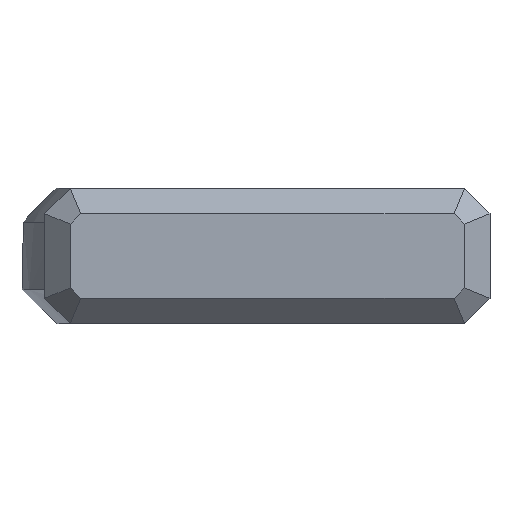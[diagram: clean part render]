
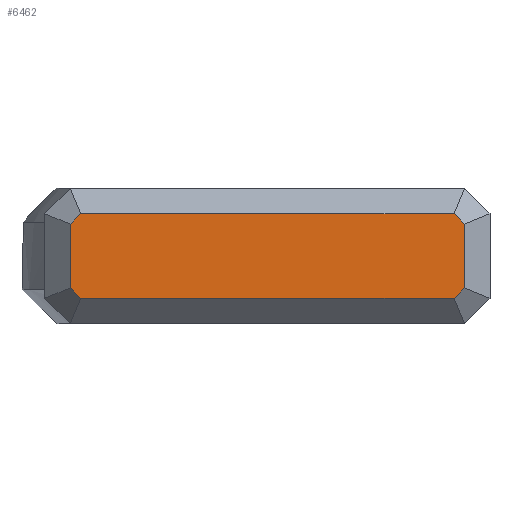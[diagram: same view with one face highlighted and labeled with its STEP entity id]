
A CAD part, left-side view. The second image highlights one B-rep face of the part: STEP entity #6462.
In plain terms, the highlighted planar face has unit normal (-1, 0, 0).
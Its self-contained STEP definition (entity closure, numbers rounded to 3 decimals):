
#1243=FACE_OUTER_BOUND('',#1653,.T.);
#1653=EDGE_LOOP('',(#4428,#4429,#4430,#4431,#4432,#4433,#4434,#4435));
#2081=LINE('',#8810,#2326);
#2085=LINE('',#8818,#2330);
#2088=LINE('',#8824,#2333);
#2091=LINE('',#8830,#2336);
#2094=LINE('',#8836,#2339);
#2098=LINE('',#8844,#2343);
#2101=LINE('',#8850,#2346);
#2104=LINE('',#8854,#2349);
#2326=VECTOR('',#7245,10.);
#2330=VECTOR('',#7251,10.);
#2333=VECTOR('',#7256,10.);
#2336=VECTOR('',#7261,10.);
#2339=VECTOR('',#7266,10.);
#2343=VECTOR('',#7272,10.);
#2346=VECTOR('',#7277,10.);
#2349=VECTOR('',#7282,10.);
#2558=VERTEX_POINT('',#8808);
#2559=VERTEX_POINT('',#8809);
#2562=VERTEX_POINT('',#8817);
#2564=VERTEX_POINT('',#8823);
#2566=VERTEX_POINT('',#8829);
#2568=VERTEX_POINT('',#8835);
#2571=VERTEX_POINT('',#8843);
#2573=VERTEX_POINT('',#8849);
#3248=EDGE_CURVE('',#2558,#2559,#2081,.T.);
#3252=EDGE_CURVE('',#2559,#2562,#2085,.T.);
#3255=EDGE_CURVE('',#2562,#2564,#2088,.T.);
#3258=EDGE_CURVE('',#2564,#2566,#2091,.T.);
#3261=EDGE_CURVE('',#2566,#2568,#2094,.T.);
#3265=EDGE_CURVE('',#2568,#2571,#2098,.T.);
#3268=EDGE_CURVE('',#2571,#2573,#2101,.T.);
#3271=EDGE_CURVE('',#2573,#2558,#2104,.T.);
#4428=ORIENTED_EDGE('',*,*,#3248,.F.);
#4429=ORIENTED_EDGE('',*,*,#3271,.F.);
#4430=ORIENTED_EDGE('',*,*,#3268,.F.);
#4431=ORIENTED_EDGE('',*,*,#3265,.F.);
#4432=ORIENTED_EDGE('',*,*,#3261,.F.);
#4433=ORIENTED_EDGE('',*,*,#3258,.F.);
#4434=ORIENTED_EDGE('',*,*,#3255,.F.);
#4435=ORIENTED_EDGE('',*,*,#3252,.F.);
#6389=PLANE('',#6919);
#6462=ADVANCED_FACE('',(#1243),#6389,.T.);
#6919=AXIS2_PLACEMENT_3D('',#8873,#7300,#7301);
#7245=DIRECTION('',(0.,0.,1.));
#7251=DIRECTION('',(0.,-0.707,0.707));
#7256=DIRECTION('',(0.,-1.,0.));
#7261=DIRECTION('',(0.,-0.707,-0.707));
#7266=DIRECTION('',(0.,0.,-1.));
#7272=DIRECTION('',(0.,0.707,-0.707));
#7277=DIRECTION('',(0.,1.,0.));
#7282=DIRECTION('',(0.,0.707,0.707));
#7300=DIRECTION('center_axis',(-1.,0.,0.));
#7301=DIRECTION('ref_axis',(0.,0.,1.));
#8808=CARTESIAN_POINT('',(-77.196,7.564,4.243));
#8809=CARTESIAN_POINT('',(-77.196,7.564,11.757));
#8810=CARTESIAN_POINT('',(-77.196,7.564,12.));
#8817=CARTESIAN_POINT('',(-77.196,6.321,13.));
#8818=CARTESIAN_POINT('',(-77.196,2.372,16.949));
#8823=CARTESIAN_POINT('',(-77.196,-37.757,13.));
#8824=CARTESIAN_POINT('',(-77.196,-28.859,13.));
#8829=CARTESIAN_POINT('',(-77.196,-39.,11.757));
#8830=CARTESIAN_POINT('',(-77.196,-33.808,16.949));
#8835=CARTESIAN_POINT('',(-77.196,-39.,4.243));
#8836=CARTESIAN_POINT('',(-77.196,-39.,4.));
#8843=CARTESIAN_POINT('',(-77.196,-37.757,3.));
#8844=CARTESIAN_POINT('',(-77.196,-33.808,-0.949));
#8849=CARTESIAN_POINT('',(-77.196,6.321,3.));
#8850=CARTESIAN_POINT('',(-77.196,-2.577,3.));
#8854=CARTESIAN_POINT('',(-77.196,2.372,-0.949));
#8873=CARTESIAN_POINT('Origin',(-77.196,-15.718,8.));
